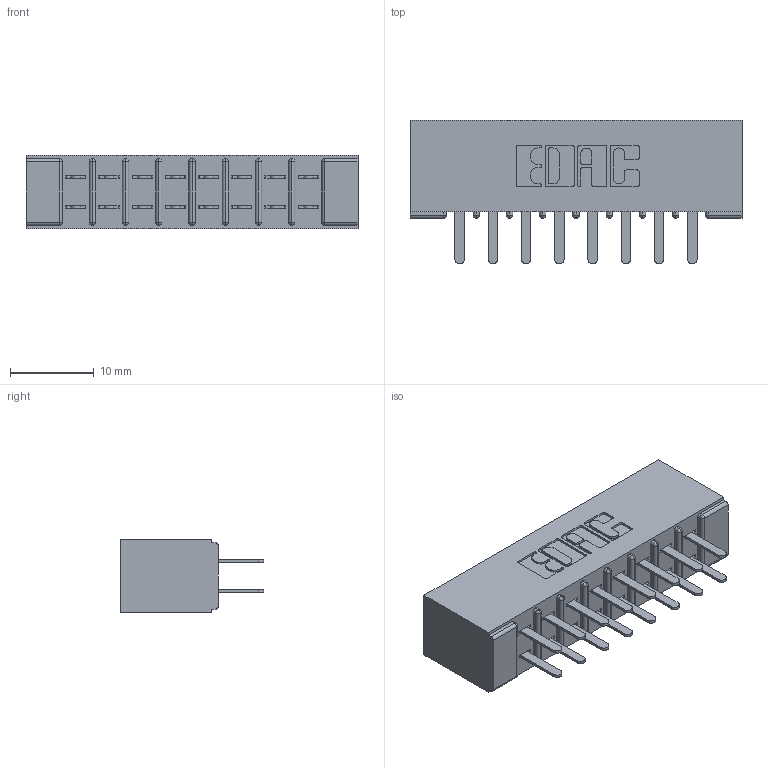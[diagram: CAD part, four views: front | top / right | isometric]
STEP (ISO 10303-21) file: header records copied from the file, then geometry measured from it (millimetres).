
FILE_DESCRIPTION (( 'STEP AP203' ), '1' );
FILE_NAME ('315-016-520-201.STEP', '2019-09-10T13:44:55', ( '' ), ( '' ), 'SwSTEP 2.0', 'SolidWorks 2016', '' );
FILE_SCHEMA (( 'CONFIG_CONTROL_DESIGN' ));
Length unit declared in the file: inch
Products named in the file (3): 305-290-001_520; 315-016-520-201; 305 Part_No Mounting
Assembly tree (17 placements, depth 2):
  315-016-520-201
    305 Part_No Mounting
    305-290-001_520  x16
Bounding box: 39.57 x 17.09 x 8.71 mm (x, y, z)
Volume: 2696.6 mm3; surface area: 4834.9 mm2
Topology: 17 solids, 17 shells, 844 faces, 2396 edges, 1552 vertices
Faces by surface type: plane 496, cylinder 316, sphere 32
Entity records: 12403 total; most frequent: CARTESIAN_POINT 2050, ORIENTED_EDGE 2028, DIRECTION 2008, EDGE_CURVE 1014, VECTOR 788, LINE 788, VERTEX_POINT 652, AXIS2_PLACEMENT_3D 610
